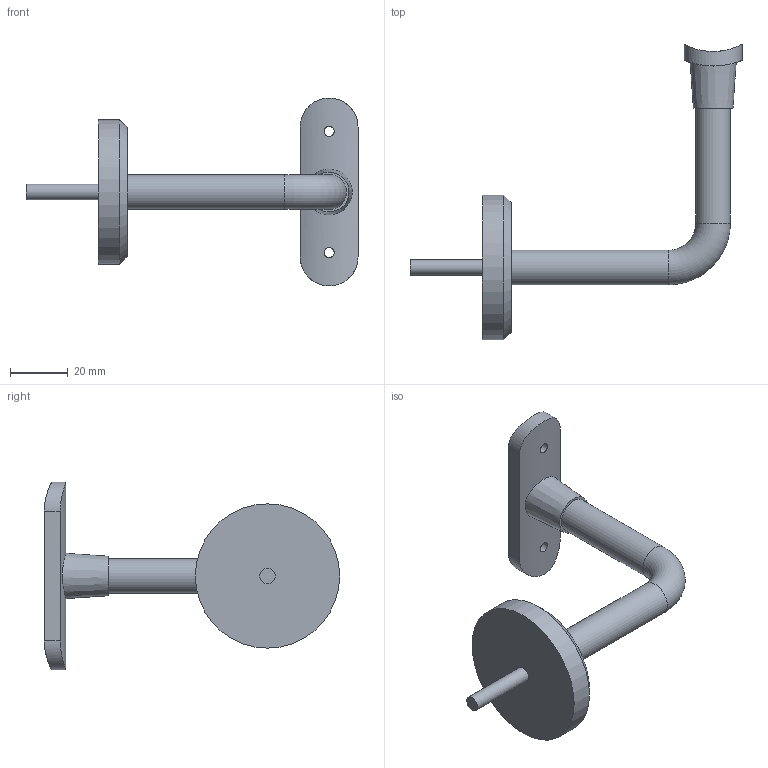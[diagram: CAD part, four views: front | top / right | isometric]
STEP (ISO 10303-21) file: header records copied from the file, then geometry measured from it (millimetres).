
FILE_DESCRIPTION(/* description */ (''),/* implementation_level */ '2;1');
FILE_NAME(/* name */ 'Handlauftraeger_X168.stp',/* time_stamp */ '2017-07-27T22:40:30+02:00',/* author */ (''),/* organization */ (''),/* preprocessor_version */ 'ST-DEVELOPER v16',/* originating_system */ 'SIEMENS PLM Software NX 11.0',/* authorisation */ '');
FILE_SCHEMA (('AUTOMOTIVE_DESIGN { 1 0 10303 214 3 1 1 1 }'));
Length unit declared in the file: millimetre
Products named in the file (1): Goge2304B54Ernwg
Bounding box: 115 x 102.31 x 65 mm (x, y, z)
Volume: 41849.1 mm3; surface area: 13981.6 mm2
Topology: 1 solids, 1 shells, 19 faces, 39 edges, 26 vertices
Faces by surface type: cylinder 10, plane 6, cone 2, torus 1
Full cylindrical faces by diameter (mm): 3.5 x2, 5.3 x1, 12 x2, 50 x1
Entity records: 937 total; most frequent: CARTESIAN_POINT 554, DIRECTION 68, ORIENTED_EDGE 54, EDGE_LOOP 36, FACE_BOUND 31, AXIS2_PLACEMENT_3D 30, EDGE_CURVE 27, VERTEX_POINT 23
